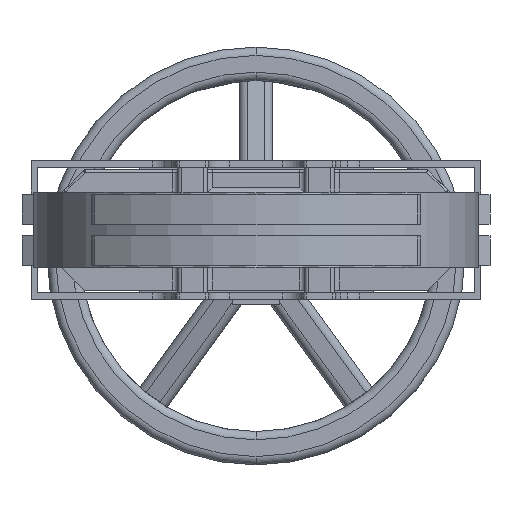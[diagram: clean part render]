
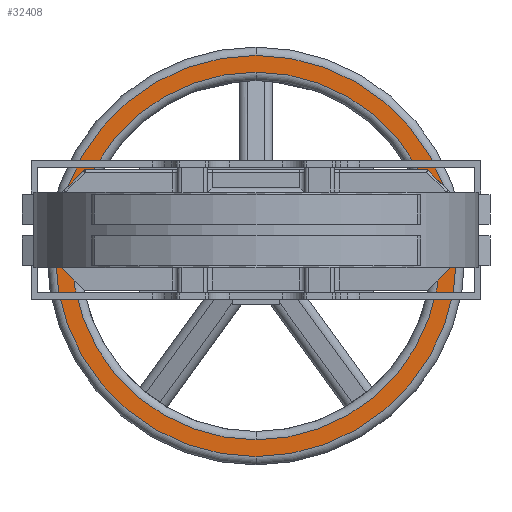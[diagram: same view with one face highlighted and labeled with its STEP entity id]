
A CAD part, front view. The second image highlights one B-rep face of the part: STEP entity #32408.
In plain terms, the highlighted planar face has unit normal (0, -1, 0).
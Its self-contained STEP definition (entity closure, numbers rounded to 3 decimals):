
#1045 = DIRECTION ( 'NONE',  ( 0., 0., 1. ) ) ;
#1074 = VERTEX_POINT ( 'NONE', #28717 ) ;
#1320 = ORIENTED_EDGE ( 'NONE', *, *, #8115, .T. ) ;
#2980 = CIRCLE ( 'NONE', #36991, 240. ) ;
#3578 = ORIENTED_EDGE ( 'NONE', *, *, #26984, .T. ) ;
#3749 = AXIS2_PLACEMENT_3D ( 'NONE', #26801, #14834, #24625 ) ;
#4196 = DIRECTION ( 'NONE',  ( 0., 1., 0. ) ) ;
#4925 = DIRECTION ( 'NONE',  ( 0., 1., 0. ) ) ;
#6024 = AXIS2_PLACEMENT_3D ( 'NONE', #38711, #4925, #17196 ) ;
#6147 = CARTESIAN_POINT ( 'NONE',  ( 0., 1173., 182. ) ) ;
#6739 = EDGE_CURVE ( 'NONE', #24499, #24887, #32305, .T. ) ;
#8115 = EDGE_CURVE ( 'NONE', #35579, #1074, #18813, .T. ) ;
#8245 = CARTESIAN_POINT ( 'NONE',  ( 0., 1173., -278. ) ) ;
#9035 = FACE_BOUND ( 'NONE', #38608, .T. ) ;
#9610 = EDGE_CURVE ( 'NONE', #1074, #35579, #2980, .T. ) ;
#10313 = ORIENTED_EDGE ( 'NONE', *, *, #6739, .T. ) ;
#10682 = ORIENTED_EDGE ( 'NONE', *, *, #9610, .T. ) ;
#13831 = CARTESIAN_POINT ( 'NONE',  ( 0., 1173., -258. ) ) ;
#13942 = EDGE_LOOP ( 'NONE', ( #10682, #1320 ) ) ;
#14834 = DIRECTION ( 'NONE',  ( 0., -1., 0. ) ) ;
#17196 = DIRECTION ( 'NONE',  ( 0., 0., 1. ) ) ;
#18813 = CIRCLE ( 'NONE', #3749, 240. ) ;
#22651 = FACE_OUTER_BOUND ( 'NONE', #13942, .T. ) ;
#22837 = AXIS2_PLACEMENT_3D ( 'NONE', #29607, #38732, #26613 ) ;
#22848 = CARTESIAN_POINT ( 'NONE',  ( 0., 1173., -38. ) ) ;
#23470 = PLANE ( 'NONE',  #22837 ) ;
#24499 = VERTEX_POINT ( 'NONE', #6147 ) ;
#24625 = DIRECTION ( 'NONE',  ( 0., 0., 1. ) ) ;
#24887 = VERTEX_POINT ( 'NONE', #13831 ) ;
#25878 = AXIS2_PLACEMENT_3D ( 'NONE', #22848, #4196, #38640 ) ;
#26613 = DIRECTION ( 'NONE',  ( 0., 0., 1. ) ) ;
#26801 = CARTESIAN_POINT ( 'NONE',  ( 0., 1173., -38. ) ) ;
#26984 = EDGE_CURVE ( 'NONE', #24887, #24499, #33436, .T. ) ;
#28717 = CARTESIAN_POINT ( 'NONE',  ( 0., 1173., 202. ) ) ;
#29607 = CARTESIAN_POINT ( 'NONE',  ( 0., 1173., -38. ) ) ;
#32305 = CIRCLE ( 'NONE', #25878, 220. ) ;
#32408 = ADVANCED_FACE ( 'NONE', ( #9035, #22651 ), #23470, .F. ) ;
#32542 = CARTESIAN_POINT ( 'NONE',  ( 0., 1173., -38. ) ) ;
#32669 = DIRECTION ( 'NONE',  ( 0., -1., 0. ) ) ;
#33436 = CIRCLE ( 'NONE', #6024, 220. ) ;
#35579 = VERTEX_POINT ( 'NONE', #8245 ) ;
#36991 = AXIS2_PLACEMENT_3D ( 'NONE', #32542, #32669, #1045 ) ;
#38608 = EDGE_LOOP ( 'NONE', ( #10313, #3578 ) ) ;
#38640 = DIRECTION ( 'NONE',  ( 0., 0., 1. ) ) ;
#38711 = CARTESIAN_POINT ( 'NONE',  ( 0., 1173., -38. ) ) ;
#38732 = DIRECTION ( 'NONE',  ( 0., 1., 0. ) ) ;
